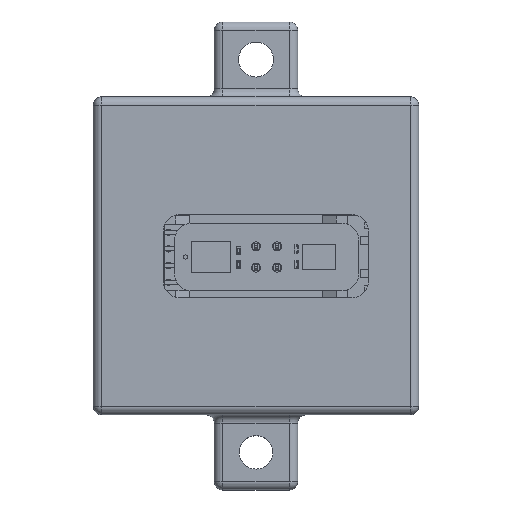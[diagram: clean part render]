
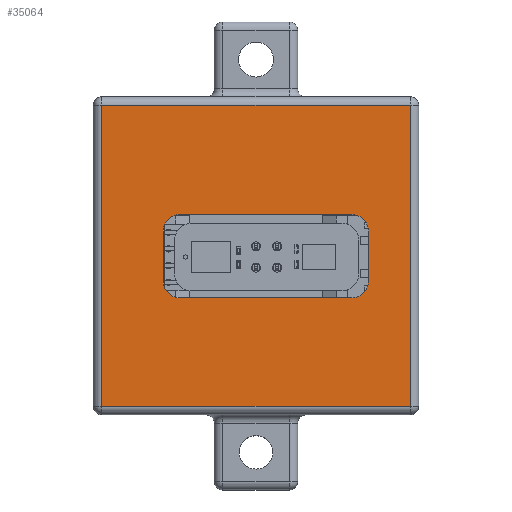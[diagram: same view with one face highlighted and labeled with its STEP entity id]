
A CAD part, top view. The second image highlights one B-rep face of the part: STEP entity #35064.
In plain terms, the highlighted planar face has unit normal (0, 0, 1).
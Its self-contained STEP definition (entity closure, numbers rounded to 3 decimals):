
#1852=FACE_BOUND('',#6741,.T.);
#2558=CIRCLE('',#37984,2.);
#2559=CIRCLE('',#37987,2.);
#2560=CIRCLE('',#37990,2.);
#2561=CIRCLE('',#37993,2.);
#4758=FACE_OUTER_BOUND('',#6740,.T.);
#6740=EDGE_LOOP('',(#31903,#31904,#31905,#31906));
#6741=EDGE_LOOP('',(#31907,#31908,#31909,#31910,#31911,#31912,#31913,#31914));
#10648=LINE('',#60673,#14560);
#10651=LINE('',#60681,#14563);
#10654=LINE('',#60689,#14566);
#10657=LINE('',#60696,#14569);
#10670=LINE('',#60744,#14582);
#10671=LINE('',#60754,#14583);
#10672=LINE('',#60756,#14584);
#10673=LINE('',#60758,#14585);
#14560=VECTOR('',#47220,10.);
#14563=VECTOR('',#47229,10.);
#14566=VECTOR('',#47238,10.);
#14569=VECTOR('',#47247,10.);
#14582=VECTOR('',#47308,10.);
#14583=VECTOR('',#47323,10.);
#14584=VECTOR('',#47326,10.);
#14585=VECTOR('',#47329,10.);
#17824=VERTEX_POINT('',#60666);
#17825=VERTEX_POINT('',#60668);
#17826=VERTEX_POINT('',#60672);
#17827=VERTEX_POINT('',#60676);
#17828=VERTEX_POINT('',#60680);
#17829=VERTEX_POINT('',#60684);
#17830=VERTEX_POINT('',#60688);
#17831=VERTEX_POINT('',#60692);
#17841=VERTEX_POINT('',#60734);
#17842=VERTEX_POINT('',#60740);
#17843=VERTEX_POINT('',#60746);
#17844=VERTEX_POINT('',#60750);
#22606=EDGE_CURVE('',#17825,#17824,#2558,.T.);
#22608=EDGE_CURVE('',#17826,#17825,#10648,.T.);
#22610=EDGE_CURVE('',#17827,#17826,#2559,.T.);
#22612=EDGE_CURVE('',#17828,#17827,#10651,.T.);
#22614=EDGE_CURVE('',#17829,#17828,#2560,.T.);
#22616=EDGE_CURVE('',#17830,#17829,#10654,.T.);
#22618=EDGE_CURVE('',#17831,#17830,#2561,.T.);
#22620=EDGE_CURVE('',#17824,#17831,#10657,.T.);
#22643=EDGE_CURVE('',#17841,#17842,#10670,.T.);
#22648=EDGE_CURVE('',#17842,#17844,#10671,.T.);
#22649=EDGE_CURVE('',#17844,#17843,#10672,.T.);
#22650=EDGE_CURVE('',#17843,#17841,#10673,.T.);
#31903=ORIENTED_EDGE('',*,*,#22643,.F.);
#31904=ORIENTED_EDGE('',*,*,#22650,.F.);
#31905=ORIENTED_EDGE('',*,*,#22649,.F.);
#31906=ORIENTED_EDGE('',*,*,#22648,.F.);
#31907=ORIENTED_EDGE('',*,*,#22614,.T.);
#31908=ORIENTED_EDGE('',*,*,#22612,.T.);
#31909=ORIENTED_EDGE('',*,*,#22610,.T.);
#31910=ORIENTED_EDGE('',*,*,#22608,.T.);
#31911=ORIENTED_EDGE('',*,*,#22606,.T.);
#31912=ORIENTED_EDGE('',*,*,#22620,.T.);
#31913=ORIENTED_EDGE('',*,*,#22618,.T.);
#31914=ORIENTED_EDGE('',*,*,#22616,.T.);
#33272=PLANE('',#38028);
#35064=ADVANCED_FACE('',(#4758,#1852),#33272,.T.);
#37984=AXIS2_PLACEMENT_3D('',#60669,#47215,#47216);
#37987=AXIS2_PLACEMENT_3D('',#60677,#47224,#47225);
#37990=AXIS2_PLACEMENT_3D('',#60685,#47233,#47234);
#37993=AXIS2_PLACEMENT_3D('',#60693,#47242,#47243);
#38028=AXIS2_PLACEMENT_3D('',#60759,#47330,#47331);
#47215=DIRECTION('center_axis',(0.,0.,-1.));
#47216=DIRECTION('ref_axis',(1.,0.,0.));
#47220=DIRECTION('',(1.,0.,0.));
#47224=DIRECTION('center_axis',(0.,0.,-1.));
#47225=DIRECTION('ref_axis',(0.,1.,0.));
#47229=DIRECTION('',(0.,1.,0.));
#47233=DIRECTION('center_axis',(0.,0.,-1.));
#47234=DIRECTION('ref_axis',(-1.,0.,0.));
#47238=DIRECTION('',(-1.,0.,0.));
#47242=DIRECTION('center_axis',(0.,0.,-1.));
#47243=DIRECTION('ref_axis',(0.,-1.,0.));
#47247=DIRECTION('',(0.,-1.,0.));
#47308=DIRECTION('',(1.,0.,0.));
#47323=DIRECTION('',(0.,-1.,0.));
#47326=DIRECTION('',(-1.,0.,0.));
#47329=DIRECTION('',(0.,1.,0.));
#47330=DIRECTION('center_axis',(0.,0.,1.));
#47331=DIRECTION('ref_axis',(1.,0.,0.));
#60666=CARTESIAN_POINT('',(32.,22.,20.));
#60668=CARTESIAN_POINT('',(30.,24.,20.));
#60669=CARTESIAN_POINT('Origin',(30.,22.,20.));
#60672=CARTESIAN_POINT('',(9.367,24.,20.));
#60673=CARTESIAN_POINT('',(13.933,24.,20.));
#60676=CARTESIAN_POINT('',(7.367,22.,20.));
#60677=CARTESIAN_POINT('Origin',(9.367,22.,20.));
#60680=CARTESIAN_POINT('',(7.367,16.,20.));
#60681=CARTESIAN_POINT('',(7.367,17.525,20.));
#60684=CARTESIAN_POINT('',(9.367,14.,20.));
#60685=CARTESIAN_POINT('Origin',(9.367,16.,20.));
#60688=CARTESIAN_POINT('',(30.,14.,20.));
#60689=CARTESIAN_POINT('',(24.25,14.,20.));
#60692=CARTESIAN_POINT('',(32.,16.,20.));
#60693=CARTESIAN_POINT('Origin',(30.,16.,20.));
#60696=CARTESIAN_POINT('',(32.,20.525,20.));
#60734=CARTESIAN_POINT('',(0.,37.1,20.));
#60740=CARTESIAN_POINT('',(37.,37.1,20.));
#60744=CARTESIAN_POINT('',(28.25,37.1,20.));
#60746=CARTESIAN_POINT('',(0.,1.,20.));
#60750=CARTESIAN_POINT('',(37.,1.,20.));
#60754=CARTESIAN_POINT('',(37.,9.525,20.));
#60756=CARTESIAN_POINT('',(8.75,1.,20.));
#60758=CARTESIAN_POINT('',(0.,28.575,20.));
#60759=CARTESIAN_POINT('Origin',(18.5,19.05,20.));
